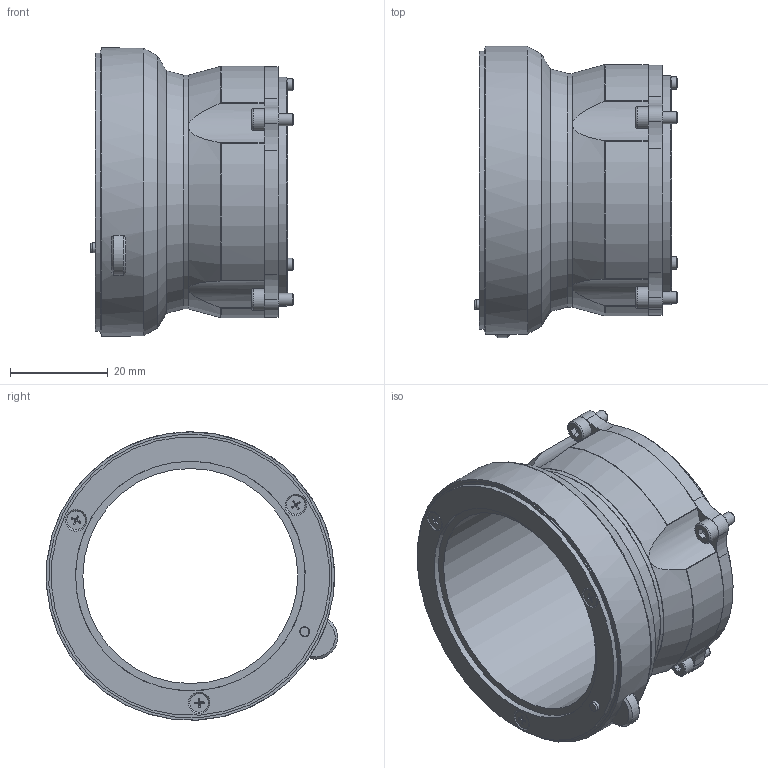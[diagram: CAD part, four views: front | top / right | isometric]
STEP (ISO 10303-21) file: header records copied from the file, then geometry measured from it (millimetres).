
FILE_DESCRIPTION(/* description */ (''),/* implementation_level */ '2;1');
FILE_NAME(/* name */ '018674.stp',/* time_stamp */ '2019-11-18T11:34:18+01:00',/* author */ ('mwindler'),/* organization */ (''),/* preprocessor_version */ 'ST-DEVELOPER v16.13',/* originating_system */ 'Autodesk Inventor 2018',/* authorisation */ '0 mm^3');
FILE_SCHEMA (('CONFIG_CONTROL_DESIGN'));
Length unit declared in the file: millimetre
Products named in the file (1): 018674
Bounding box: 41.5 x 59.55 x 58.97 mm (x, y, z)
Volume: 26924.5 mm3; surface area: 15025.2 mm2
Topology: 1 solids, 8 shells, 269 faces, 667 edges, 430 vertices
Faces by surface type: plane 97, cone 82, cylinder 58, torus 32
Full cylindrical faces by diameter (mm): 1.567 x3, 2 x2, 2.05 x1, 2.2 x4, 2.5 x4, 2.7 x4, 3 x1, 3.8 x3, 4.5 x4, 43.99 x1, 47 x2, 47.9 x1, 57 x1, 58 x1, 59 x1
Entity records: 7854 total; most frequent: CARTESIAN_POINT 1602, DIRECTION 1302, ORIENTED_EDGE 1132, EDGE_CURVE 566, AXIS2_PLACEMENT_3D 562, VERTEX_POINT 398, EDGE_LOOP 362, FACE_OUTER_BOUND 269
